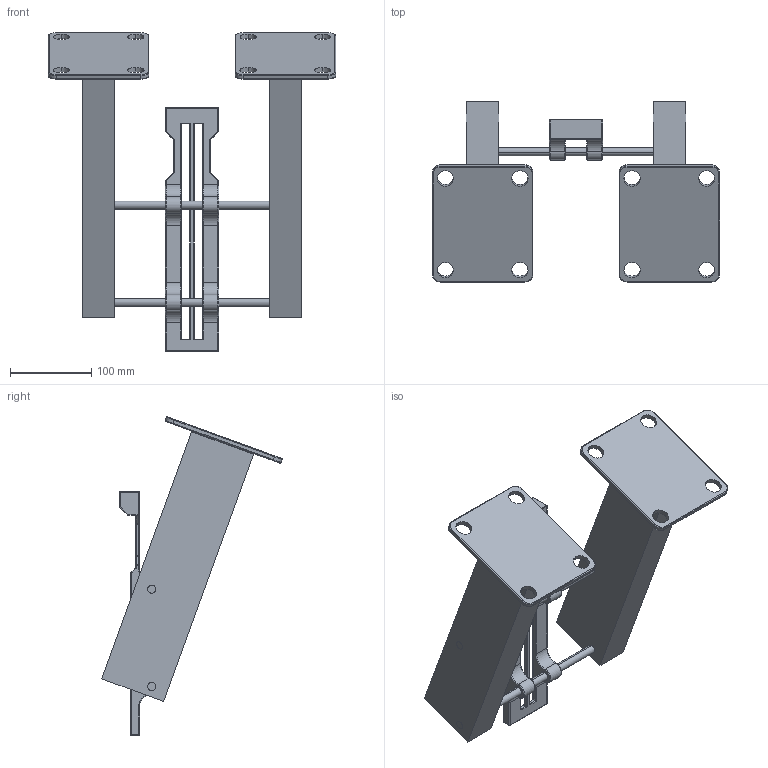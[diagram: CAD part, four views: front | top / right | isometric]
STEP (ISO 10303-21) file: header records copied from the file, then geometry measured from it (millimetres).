
FILE_DESCRIPTION (( 'STEP AP214' ), '1' );
FILE_NAME ('PCB mag assembly.STEP', '2021-04-28T11:41:50', ( '' ), ( '' ), 'SwSTEP 2.0', 'SolidWorks 2020', '' );
FILE_SCHEMA (( 'AUTOMOTIVE_DESIGN' ));
Length unit declared in the file: millimetre
Products named in the file (4): PCB mag assembly; Stand; Attachement_rod; PCB mag
Assembly tree (5 placements, depth 2):
  PCB mag assembly
    Stand  x2
    Attachement_rod  x2
    PCB mag
Bounding box: 354 x 222.42 x 392.26 mm (x, y, z)
Volume: 2488187.1 mm3; surface area: 316061.4 mm2
Topology: 5 solids, 5 shells, 406 faces, 940 edges, 514 vertices
Faces by surface type: cylinder 200, torus 98, plane 68, sphere 34, bspline 6
Entity records: 10140 total; most frequent: DIRECTION 1950, CARTESIAN_POINT 1845, ORIENTED_EDGE 1584, AXIS2_PLACEMENT_3D 817, EDGE_CURVE 792, CIRCLE 460, VERTEX_POINT 442, EDGE_LOOP 378
